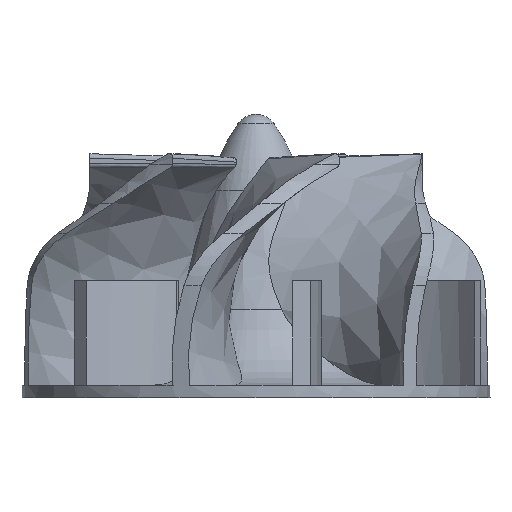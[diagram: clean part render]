
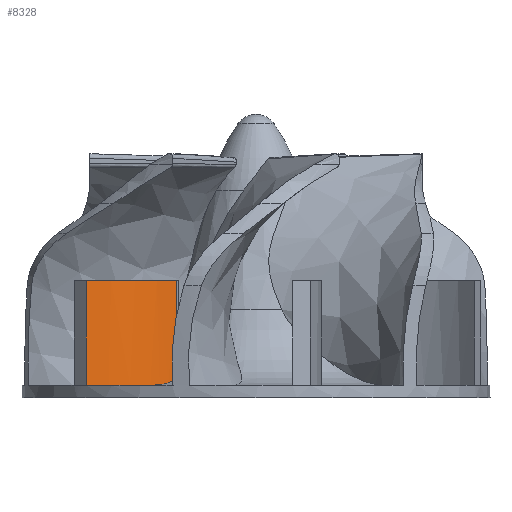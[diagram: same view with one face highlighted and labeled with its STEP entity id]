
A CAD part, left-side view. The second image highlights one B-rep face of the part: STEP entity #8328.
In plain terms, the highlighted cylindrical face has radius 13.22 mm (diameter 26.44 mm), a partial arc.
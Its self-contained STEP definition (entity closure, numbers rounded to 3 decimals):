
#1703 = VERTEX_POINT('',#1704);
#1704 = CARTESIAN_POINT('',(-13.063,13.797,0.));
#7183 = VERTEX_POINT('',#7184);
#7184 = CARTESIAN_POINT('',(-11.06,8.584,0.));
#7191 = EDGE_CURVE('',#1703,#7183,#7192,.T.);
#7192 = CIRCLE('',#7193,13.22);
#7193 = AXIS2_PLACEMENT_3D('',#7194,#7195,#7196);
#7194 = CARTESIAN_POINT('',(0.,15.826,0.));
#7195 = DIRECTION('',(0.,-0.,1.));
#7196 = DIRECTION('',(0.,1.,0.));
#7847 = VERTEX_POINT('',#7848);
#7848 = CARTESIAN_POINT('',(-9.339,6.469,0.448
    ));
#7868 = EDGE_CURVE('',#7847,#7183,#7869,.T.);
#7869 = B_SPLINE_CURVE_WITH_KNOTS('',6,(#7870,#7871,#7872,#7873,#7874,
    #7875,#7876,#7877,#7878,#7879,#7880,#7881),.UNSPECIFIED.,.F.,.F.,(7,
    5,7),(0.,0.673,1.),.UNSPECIFIED.);
#7870 = CARTESIAN_POINT('',(-9.339,6.469,0.448
    ));
#7871 = CARTESIAN_POINT('',(-9.541,6.671,
    0.35));
#7872 = CARTESIAN_POINT('',(-9.744,6.884,
    0.263));
#7873 = CARTESIAN_POINT('',(-9.945,7.107,
    0.189));
#7874 = CARTESIAN_POINT('',(-10.144,7.34,0.129
    ));
#7875 = CARTESIAN_POINT('',(-10.34,7.582,
    0.081));
#7876 = CARTESIAN_POINT('',(-10.621,7.953,
    0.032));
#7877 = CARTESIAN_POINT('',(-10.712,8.076,
    0.019));
#7878 = CARTESIAN_POINT('',(-10.801,8.201,
    0.01));
#7879 = CARTESIAN_POINT('',(-10.889,8.327,
    0.003));
#7880 = CARTESIAN_POINT('',(-10.975,8.455,
    0.));
#7881 = CARTESIAN_POINT('',(-11.06,8.584,0.));
#8328 = ADVANCED_FACE('',(#8329),#8356,.T.);
#8329 = FACE_BOUND('',#8330,.F.);
#8330 = EDGE_LOOP('',(#8331,#8332,#8340,#8349,#8355));
#8331 = ORIENTED_EDGE('',*,*,#7191,.F.);
#8332 = ORIENTED_EDGE('',*,*,#8333,.T.);
#8333 = EDGE_CURVE('',#1703,#8334,#8336,.T.);
#8334 = VERTEX_POINT('',#8335);
#8335 = CARTESIAN_POINT('',(-13.063,13.797,8.5));
#8336 = LINE('',#8337,#8338);
#8337 = CARTESIAN_POINT('',(-13.063,13.797,0.));
#8338 = VECTOR('',#8339,1.);
#8339 = DIRECTION('',(0.,0.,1.));
#8340 = ORIENTED_EDGE('',*,*,#8341,.T.);
#8341 = EDGE_CURVE('',#8334,#8342,#8344,.T.);
#8342 = VERTEX_POINT('',#8343);
#8343 = CARTESIAN_POINT('',(-9.339,6.469,8.5));
#8344 = CIRCLE('',#8345,13.22);
#8345 = AXIS2_PLACEMENT_3D('',#8346,#8347,#8348);
#8346 = CARTESIAN_POINT('',(0.,15.826,8.5));
#8347 = DIRECTION('',(0.,-0.,1.));
#8348 = DIRECTION('',(0.,1.,0.));
#8349 = ORIENTED_EDGE('',*,*,#8350,.F.);
#8350 = EDGE_CURVE('',#7847,#8342,#8351,.T.);
#8351 = LINE('',#8352,#8353);
#8352 = CARTESIAN_POINT('',(-9.339,6.469,0.));
#8353 = VECTOR('',#8354,1.);
#8354 = DIRECTION('',(0.,0.,1.));
#8355 = ORIENTED_EDGE('',*,*,#7868,.T.);
#8356 = CYLINDRICAL_SURFACE('',#8357,13.22);
#8357 = AXIS2_PLACEMENT_3D('',#8358,#8359,#8360);
#8358 = CARTESIAN_POINT('',(0.,15.826,0.));
#8359 = DIRECTION('',(0.,0.,-1.));
#8360 = DIRECTION('',(0.,1.,0.));
